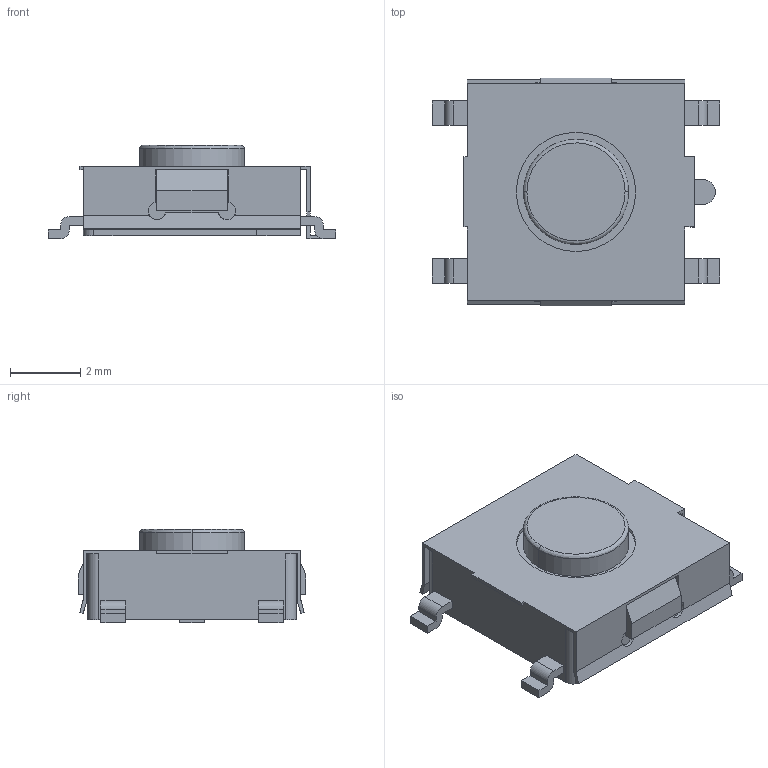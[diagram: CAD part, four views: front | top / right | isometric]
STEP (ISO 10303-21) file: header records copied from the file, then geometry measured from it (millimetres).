
FILE_DESCRIPTION (( 'STEP AP214' ), '1' );
FILE_NAME ('User Library-TETactileSwitch1571636.STEP', '2019-03-11T11:12:31', ( '' ), ( '' ), 'SwSTEP 2.0', 'SolidWorks 2019', '' );
FILE_SCHEMA (( 'AUTOMOTIVE_DESIGN' ));
Length unit declared in the file: millimetre
Products named in the file (1): User Library-TETactileSwitch1571636
Bounding box: 8.2 x 6.5 x 2.66 mm (x, y, z)
Volume: 80.7 mm3; surface area: 200.1 mm2
Topology: 2 solids, 2 shells, 117 faces, 330 edges, 218 vertices
Faces by surface type: plane 92, cylinder 23, bspline 2
Entity records: 4367 total; most frequent: CARTESIAN_POINT 738, ORIENTED_EDGE 660, DIRECTION 596, EDGE_CURVE 330, LINE 268, VECTOR 268, VERTEX_POINT 218, AXIS2_PLACEMENT_3D 164
